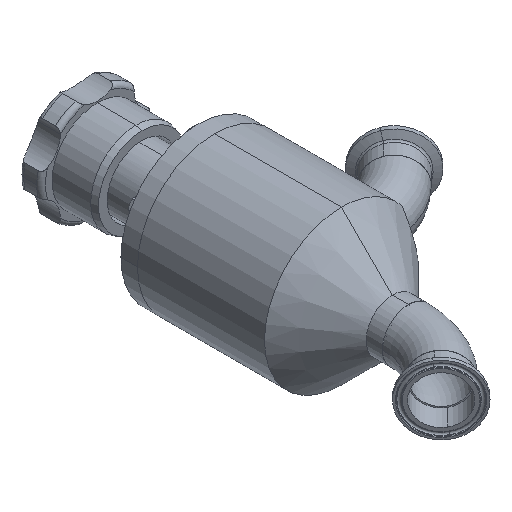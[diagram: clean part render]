
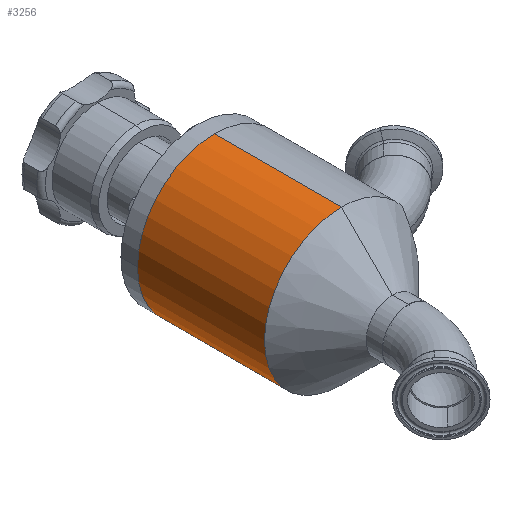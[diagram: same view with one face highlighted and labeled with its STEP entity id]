
A CAD part, isometric view. The second image highlights one B-rep face of the part: STEP entity #3256.
In plain terms, the highlighted cylindrical face has radius 56.274 mm (diameter 112.547 mm), a partial arc.
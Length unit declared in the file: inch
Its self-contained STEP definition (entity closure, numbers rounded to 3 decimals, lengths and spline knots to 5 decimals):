
#55 = CIRCLE ( 'NONE', #2332, 2.2155 ) ;
#743 = VERTEX_POINT ( 'NONE', #2249 ) ;
#1304 = EDGE_CURVE ( 'NONE', #4428, #743, #2821, .T. ) ;
#1351 = ORIENTED_EDGE ( 'NONE', *, *, #1304, .T. ) ;
#1392 = EDGE_CURVE ( 'NONE', #743, #6624, #5336, .T. ) ;
#1419 = VERTEX_POINT ( 'NONE', #4140 ) ;
#1461 = DIRECTION ( 'NONE',  ( 0., 1., 0. ) ) ;
#1749 = EDGE_CURVE ( 'NONE', #4428, #1419, #3679, .T. ) ;
#1950 = FACE_OUTER_BOUND ( 'NONE', #1969, .T. ) ;
#1969 = EDGE_LOOP ( 'NONE', ( #3775, #1351, #3283, #6422 ) ) ;
#2126 = AXIS2_PLACEMENT_3D ( 'NONE', #2191, #5967, #3341 ) ;
#2138 = CARTESIAN_POINT ( 'NONE',  ( 0., 2.367, 2.2155 ) ) ;
#2191 = CARTESIAN_POINT ( 'NONE',  ( 0., -1.2855, 0. ) ) ;
#2228 = VECTOR ( 'NONE', #3267, 39.37008 ) ;
#2231 = DIRECTION ( 'NONE',  ( 0., 1., 0. ) ) ;
#2249 = CARTESIAN_POINT ( 'NONE',  ( 0., -1.2855, 2.2155 ) ) ;
#2259 = VECTOR ( 'NONE', #5405, 39.37008 ) ;
#2332 = AXIS2_PLACEMENT_3D ( 'NONE', #3134, #1461, #3636 ) ;
#2821 = CIRCLE ( 'NONE', #2126, 2.2155 ) ;
#3134 = CARTESIAN_POINT ( 'NONE',  ( 0., 2.367, 0. ) ) ;
#3231 = CARTESIAN_POINT ( 'NONE',  ( 0., -1.2855, -2.2155 ) ) ;
#3256 = ADVANCED_FACE ( 'NONE', ( #1950 ), #5745, .T. ) ;
#3267 = DIRECTION ( 'NONE',  ( 0., 1., 0. ) ) ;
#3283 = ORIENTED_EDGE ( 'NONE', *, *, #1392, .T. ) ;
#3341 = DIRECTION ( 'NONE',  ( 0., 0., 1. ) ) ;
#3636 = DIRECTION ( 'NONE',  ( 0., 0., 1. ) ) ;
#3679 = LINE ( 'NONE', #5355, #2259 ) ;
#3775 = ORIENTED_EDGE ( 'NONE', *, *, #1749, .F. ) ;
#4140 = CARTESIAN_POINT ( 'NONE',  ( 0., 2.367, -2.2155 ) ) ;
#4428 = VERTEX_POINT ( 'NONE', #3231 ) ;
#4438 = CARTESIAN_POINT ( 'NONE',  ( 0., 3.70528, 2.2155 ) ) ;
#5336 = LINE ( 'NONE', #4438, #2228 ) ;
#5355 = CARTESIAN_POINT ( 'NONE',  ( 0., 3.70528, -2.2155 ) ) ;
#5405 = DIRECTION ( 'NONE',  ( 0., 1., 0. ) ) ;
#5492 = EDGE_CURVE ( 'NONE', #1419, #6624, #55, .T. ) ;
#5586 = DIRECTION ( 'NONE',  ( 0., 0., 1. ) ) ;
#5745 = CYLINDRICAL_SURFACE ( 'NONE', #6463, 2.2155 ) ;
#5967 = DIRECTION ( 'NONE',  ( 0., 1., 0. ) ) ;
#6422 = ORIENTED_EDGE ( 'NONE', *, *, #5492, .F. ) ;
#6463 = AXIS2_PLACEMENT_3D ( 'NONE', #6706, #2231, #5586 ) ;
#6624 = VERTEX_POINT ( 'NONE', #2138 ) ;
#6706 = CARTESIAN_POINT ( 'NONE',  ( 0., 3.70528, 0. ) ) ;
